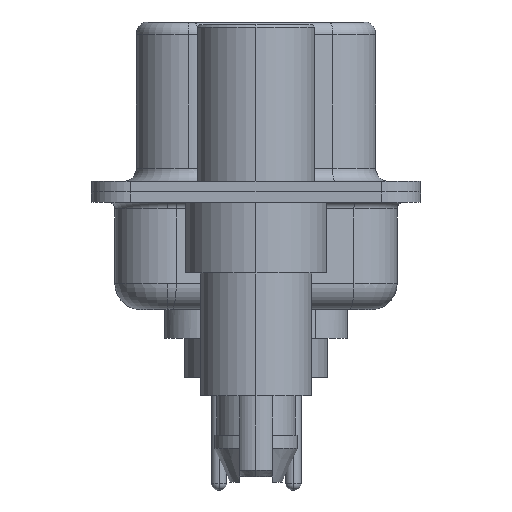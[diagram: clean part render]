
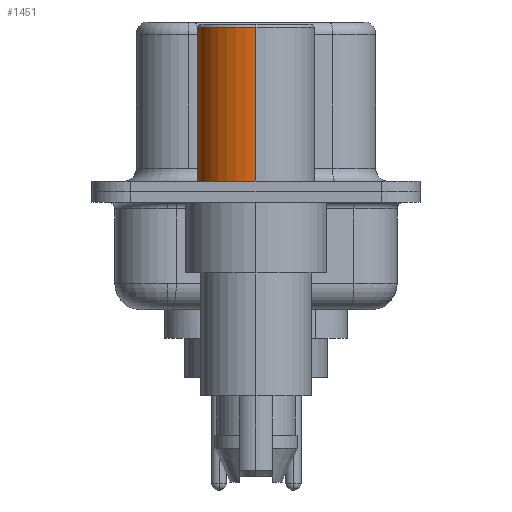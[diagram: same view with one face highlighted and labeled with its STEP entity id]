
A CAD part, left-side view. The second image highlights one B-rep face of the part: STEP entity #1451.
In plain terms, the highlighted cylindrical face has radius 2.25 mm (diameter 4.5 mm), a partial arc.
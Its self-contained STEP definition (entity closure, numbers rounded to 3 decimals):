
#556 = CIRCLE ( 'NONE', #13267, 2.25 ) ;
#1086 = CYLINDRICAL_SURFACE ( 'NONE', #7409, 2.25 ) ;
#1451 = ADVANCED_FACE ( 'NONE', ( #10086 ), #1086, .T. ) ;
#1880 = DIRECTION ( 'NONE',  ( 0., 0., 1. ) ) ;
#2169 = ORIENTED_EDGE ( 'NONE', *, *, #2681, .F. ) ;
#2271 = VECTOR ( 'NONE', #8928, 1000. ) ;
#2376 = VERTEX_POINT ( 'NONE', #17661 ) ;
#2552 = ORIENTED_EDGE ( 'NONE', *, *, #5899, .F. ) ;
#2681 = EDGE_CURVE ( 'NONE', #13279, #5957, #556, .T. ) ;
#3062 = VECTOR ( 'NONE', #10826, 1000. ) ;
#3619 = DIRECTION ( 'NONE',  ( 0., 0., 1. ) ) ;
#4509 = CARTESIAN_POINT ( 'NONE',  ( 2.25, 0., 6.3 ) ) ;
#4746 = DIRECTION ( 'NONE',  ( 1., 0., 0. ) ) ;
#5847 = ORIENTED_EDGE ( 'NONE', *, *, #6422, .T. ) ;
#5899 = EDGE_CURVE ( 'NONE', #8911, #13279, #8545, .T. ) ;
#5957 = VERTEX_POINT ( 'NONE', #20241 ) ;
#6422 = EDGE_CURVE ( 'NONE', #2376, #5957, #15800, .T. ) ;
#7409 = AXIS2_PLACEMENT_3D ( 'NONE', #10251, #3619, #13594 ) ;
#7783 = CARTESIAN_POINT ( 'NONE',  ( 2.25, 0., 0.4 ) ) ;
#8545 = LINE ( 'NONE', #15694, #2271 ) ;
#8911 = VERTEX_POINT ( 'NONE', #7783 ) ;
#8928 = DIRECTION ( 'NONE',  ( 0., 0., 1. ) ) ;
#9075 = EDGE_CURVE ( 'NONE', #8911, #2376, #14248, .T. ) ;
#10086 = FACE_OUTER_BOUND ( 'NONE', #10136, .T. ) ;
#10136 = EDGE_LOOP ( 'NONE', ( #13851, #5847, #2169, #2552 ) ) ;
#10251 = CARTESIAN_POINT ( 'NONE',  ( 0., 0., 0.581 ) ) ;
#10826 = DIRECTION ( 'NONE',  ( 0., 0., 1. ) ) ;
#11436 = CARTESIAN_POINT ( 'NONE',  ( 0., 0., 0.4 ) ) ;
#11642 = CARTESIAN_POINT ( 'NONE',  ( -2.25, 0., 0.581 ) ) ;
#13030 = DIRECTION ( 'NONE',  ( 1., 0., 0. ) ) ;
#13267 = AXIS2_PLACEMENT_3D ( 'NONE', #15190, #14639, #4746 ) ;
#13279 = VERTEX_POINT ( 'NONE', #4509 ) ;
#13594 = DIRECTION ( 'NONE',  ( 1., 0., 0. ) ) ;
#13851 = ORIENTED_EDGE ( 'NONE', *, *, #9075, .T. ) ;
#14248 = CIRCLE ( 'NONE', #15746, 2.25 ) ;
#14639 = DIRECTION ( 'NONE',  ( 0., 0., 1. ) ) ;
#15190 = CARTESIAN_POINT ( 'NONE',  ( 0., 0., 6.3 ) ) ;
#15694 = CARTESIAN_POINT ( 'NONE',  ( 2.25, 0., 0.581 ) ) ;
#15746 = AXIS2_PLACEMENT_3D ( 'NONE', #11436, #1880, #13030 ) ;
#15800 = LINE ( 'NONE', #11642, #3062 ) ;
#17661 = CARTESIAN_POINT ( 'NONE',  ( -2.25, 0., 0.4 ) ) ;
#20241 = CARTESIAN_POINT ( 'NONE',  ( -2.25, 0., 6.3 ) ) ;
